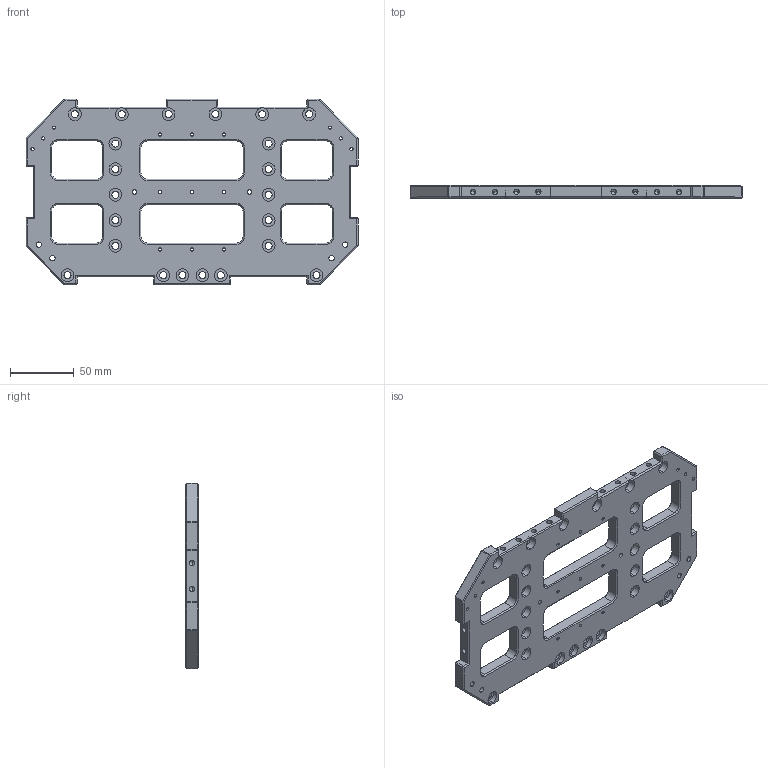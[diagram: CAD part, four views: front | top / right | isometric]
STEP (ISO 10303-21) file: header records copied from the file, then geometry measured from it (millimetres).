
FILE_DESCRIPTION (( 'STEP AP203' ), '1' );
FILE_NAME ('motor2body2_v2.STEP', '2024-10-14T02:40:41', ( 'lance' ), ( '' ), 'SwSTEP 2.0', 'SolidWorks 2021', '' );
FILE_SCHEMA (( 'CONFIG_CONTROL_DESIGN' ));
Length unit declared in the file: millimetre
Products named in the file (1): motor2body2_v2
Bounding box: 260 x 10 x 145 mm (x, y, z)
Volume: 226480 mm3; surface area: 72722.5 mm2
Topology: 1 solids, 1 shells, 518 faces, 1266 edges, 716 vertices
Faces by surface type: cylinder 208, plane 194, cone 116
Entity records: 14779 total; most frequent: DIRECTION 2692, CARTESIAN_POINT 2469, ORIENTED_EDGE 2396, EDGE_CURVE 1198, AXIS2_PLACEMENT_3D 987, LINE 718, VECTOR 718, VERTEX_POINT 716
